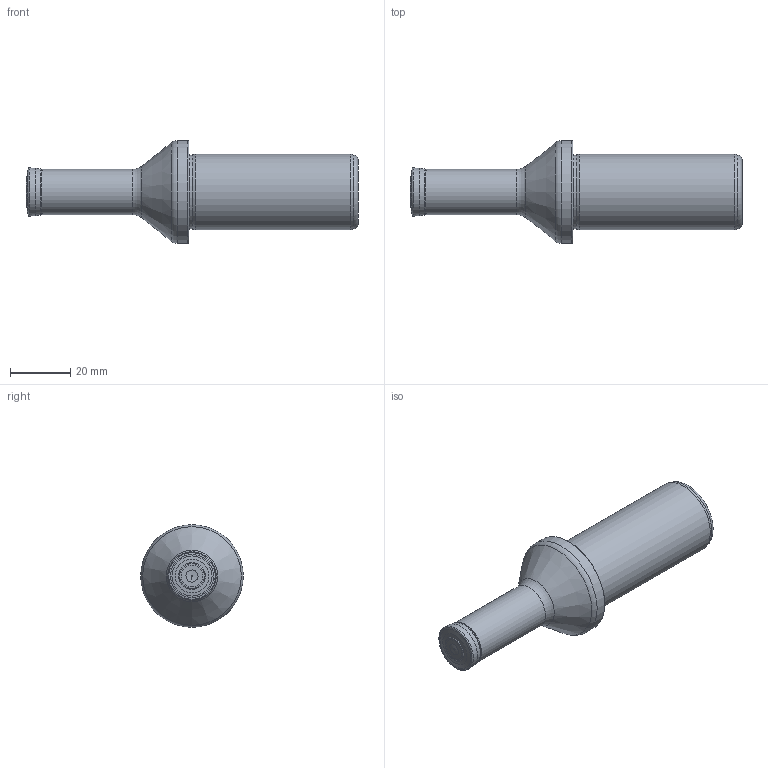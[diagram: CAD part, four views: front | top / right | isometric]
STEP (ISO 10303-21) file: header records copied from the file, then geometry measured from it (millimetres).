
FILE_DESCRIPTION(/* description */ (''),/* implementation_level */ '2;1');
FILE_NAME(/* name */ 'ATUM-16XD2-SO-052704-light.stp',/* time_stamp */ '2023-10-31T13:03:02+03:00',/* author */ (''),/* organization */ (''),/* preprocessor_version */ 'ST-DEVELOPER v19.4',/* originating_system */ 'SIEMENS PLM Software NX2306.3001',/* authorisation */ '');
FILE_SCHEMA (('AUTOMOTIVE_DESIGN { 1 0 10303 214 3 1 1 1 }'));
Length unit declared in the file: millimetre
Products named in the file (1): STP_ATUM 14XD2 SO.. 052704
Bounding box: 110 x 34 x 34 mm (x, y, z)
Volume: 45181.7 mm3; surface area: 9390.8 mm2
Topology: 2 solids, 2 shells, 40 faces, 92 edges, 57 vertices
Faces by surface type: revolution 19, torus 7, cone 5, plane 5, cylinder 4
Full cylindrical faces by diameter (mm): 15 x1, 24.5 x1, 25 x1, 34 x1
Entity records: 880 total; most frequent: DIRECTION 157, CARTESIAN_POINT 157, EDGE_LOOP 76, ORIENTED_EDGE 76, FACE_BOUND 72, AXIS2_PLACEMENT_3D 64, CIRCLE 42, ADVANCED_FACE 40
